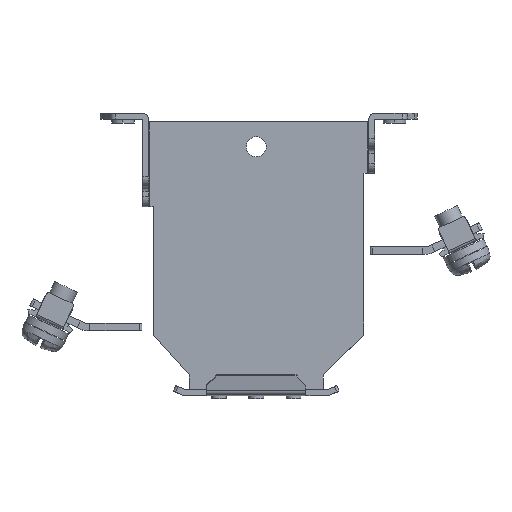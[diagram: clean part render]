
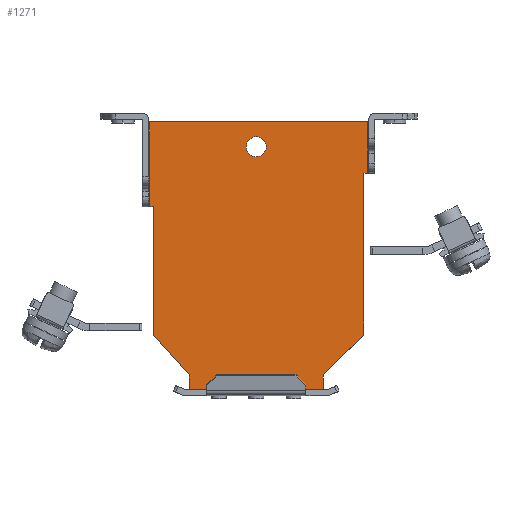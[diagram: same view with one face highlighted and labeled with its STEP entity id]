
A CAD part, top view. The second image highlights one B-rep face of the part: STEP entity #1271.
In plain terms, the highlighted face is planar.
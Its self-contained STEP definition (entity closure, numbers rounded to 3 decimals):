
#914 = EDGE_CURVE ( 'NONE', #3003, #4154, #5306, .T. ) ;
#1025 = EDGE_CURVE ( 'NONE', #4226, #4155, #1356, .T. ) ;
#1182 = EDGE_CURVE ( 'NONE', #4116, #3982, #6016, .T. ) ;
#1271 = ADVANCED_FACE ( 'NONE', ( #7569, #7573 ), #8498, .F. ) ;
#1334 = EDGE_CURVE ( 'NONE', #4737, #4113, #8681, .T. ) ;
#1356 = CIRCLE ( 'NONE', #8004, 2. ) ;
#1366 = EDGE_CURVE ( 'NONE', #4072, #4116, #8750, .T. ) ;
#1418 = EDGE_CURVE ( 'NONE', #4358, #3055, #8941, .T. ) ;
#1448 = EDGE_CURVE ( 'NONE', #3982, #4705, #9025, .T. ) ;
#1545 = EDGE_CURVE ( 'NONE', #4113, #4072, #9356, .T. ) ;
#1570 = CIRCLE ( 'NONE', #7309, 2. ) ;
#1656 = EDGE_CURVE ( 'NONE', #4155, #4226, #1570, .T. ) ;
#1682 = EDGE_CURVE ( 'NONE', #3055, #3003, #6461, .T. ) ;
#1683 = EDGE_CURVE ( 'NONE', #4705, #4064, #6464, .T. ) ;
#1727 = EDGE_CURVE ( 'NONE', #4358, #4064, #6622, .T. ) ;
#1737 = EDGE_CURVE ( 'NONE', #4154, #4021, #6653, .T. ) ;
#1837 = EDGE_CURVE ( 'NONE', #4021, #4737, #6928, .T. ) ;
#1880 = CARTESIAN_POINT ( 'NONE',  ( -22.45, -12., 8.75 ) ) ;
#1881 = CARTESIAN_POINT ( 'NONE',  ( -2., -6.7, 8.75 ) ) ;
#1909 = CARTESIAN_POINT ( 'NONE',  ( 2., -6.7, 8.75 ) ) ;
#1962 = CARTESIAN_POINT ( 'NONE',  ( 21.45, -18.8, 8.75 ) ) ;
#2154 = CARTESIAN_POINT ( 'NONE',  ( 20.65, -44.6, 8.75 ) ) ;
#2186 = CARTESIAN_POINT ( 'NONE',  ( -21.65, -44.6, 8.75 ) ) ;
#2989 = ORIENTED_EDGE ( 'NONE', *, *, #1727, .T. ) ;
#3003 = VERTEX_POINT ( 'NONE', #7093 ) ;
#3055 = VERTEX_POINT ( 'NONE', #7100 ) ;
#3091 = ORIENTED_EDGE ( 'NONE', *, *, #914, .F. ) ;
#3106 = EDGE_LOOP ( 'NONE', ( #3346, #3357, #3181, #3153, #3247, #3138, #3444, #3091, #3169, #3223, #2989, #3453 ) ) ;
#3138 = ORIENTED_EDGE ( 'NONE', *, *, #1837, .F. ) ;
#3153 = ORIENTED_EDGE ( 'NONE', *, *, #1545, .F. ) ;
#3169 = ORIENTED_EDGE ( 'NONE', *, *, #1682, .F. ) ;
#3181 = ORIENTED_EDGE ( 'NONE', *, *, #1366, .F. ) ;
#3223 = ORIENTED_EDGE ( 'NONE', *, *, #1418, .F. ) ;
#3228 = ORIENTED_EDGE ( 'NONE', *, *, #1656, .F. ) ;
#3245 = ORIENTED_EDGE ( 'NONE', *, *, #1025, .F. ) ;
#3247 = ORIENTED_EDGE ( 'NONE', *, *, #1334, .F. ) ;
#3346 = ORIENTED_EDGE ( 'NONE', *, *, #1448, .F. ) ;
#3357 = ORIENTED_EDGE ( 'NONE', *, *, #1182, .F. ) ;
#3444 = ORIENTED_EDGE ( 'NONE', *, *, #1737, .F. ) ;
#3451 = EDGE_LOOP ( 'NONE', ( #3228, #3245 ) ) ;
#3453 = ORIENTED_EDGE ( 'NONE', *, *, #1683, .F. ) ;
#3513 = VECTOR ( 'NONE', #6655, 1000. ) ;
#3534 = VECTOR ( 'NONE', #6930, 1000. ) ;
#3841 = VECTOR ( 'NONE', #6624, 1000. ) ;
#3982 = VERTEX_POINT ( 'NONE', #7174 ) ;
#4021 = VERTEX_POINT ( 'NONE', #7200 ) ;
#4064 = VERTEX_POINT ( 'NONE', #7228 ) ;
#4072 = VERTEX_POINT ( 'NONE', #7235 ) ;
#4113 = VERTEX_POINT ( 'NONE', #7262 ) ;
#4116 = VERTEX_POINT ( 'NONE', #7265 ) ;
#4154 = VERTEX_POINT ( 'NONE', #1880 ) ;
#4155 = VERTEX_POINT ( 'NONE', #1881 ) ;
#4226 = VERTEX_POINT ( 'NONE', #1909 ) ;
#4358 = VERTEX_POINT ( 'NONE', #1962 ) ;
#4705 = VERTEX_POINT ( 'NONE', #2154 ) ;
#4737 = VERTEX_POINT ( 'NONE', #2186 ) ;
#5306 = LINE ( 'NONE', #5307, #8168 ) ;
#5307 = CARTESIAN_POINT ( 'NONE',  ( -22.45, -28.65, 8.75 ) ) ;
#5308 = DIRECTION ( 'NONE',  ( 0., -1., 0. ) ) ;
#5572 = CARTESIAN_POINT ( 'NONE',  ( 0., -6.7, 8.75 ) ) ;
#5579 = DIRECTION ( 'NONE',  ( 0., 0., -1. ) ) ;
#5580 = DIRECTION ( 'NONE',  ( -1., 0., 0. ) ) ;
#6016 = LINE ( 'NONE', #6017, #7789 ) ;
#6017 = CARTESIAN_POINT ( 'NONE',  ( 13.5, -28.65, 8.75 ) ) ;
#6018 = DIRECTION ( 'NONE',  ( 0., 1., 0. ) ) ;
#6382 = CARTESIAN_POINT ( 'NONE',  ( 0., -6.7, 8.75 ) ) ;
#6389 = DIRECTION ( 'NONE',  ( 0., 0., -1. ) ) ;
#6390 = DIRECTION ( 'NONE',  ( -1., 0., 0. ) ) ;
#6461 = LINE ( 'NONE', #6462, #8007 ) ;
#6462 = CARTESIAN_POINT ( 'NONE',  ( -0.5, -1.7, 8.75 ) ) ;
#6463 = DIRECTION ( 'NONE',  ( -1., 0., 0. ) ) ;
#6464 = LINE ( 'NONE', #6465, #7940 ) ;
#6465 = CARTESIAN_POINT ( 'NONE',  ( 20.65, -28.65, 8.75 ) ) ;
#6466 = DIRECTION ( 'NONE',  ( 0., 1., 0. ) ) ;
#6622 = LINE ( 'NONE', #6623, #3841 ) ;
#6623 = CARTESIAN_POINT ( 'NONE',  ( 21.75, -18.8, 8.75 ) ) ;
#6624 = DIRECTION ( 'NONE',  ( -1., 0., 0. ) ) ;
#6653 = LINE ( 'NONE', #6654, #3513 ) ;
#6654 = CARTESIAN_POINT ( 'NONE',  ( -22.75, -12., 8.75 ) ) ;
#6655 = DIRECTION ( 'NONE',  ( 1., 0., 0. ) ) ;
#6928 = LINE ( 'NONE', #6929, #3534 ) ;
#6929 = CARTESIAN_POINT ( 'NONE',  ( -21.65, -28.65, 8.75 ) ) ;
#6930 = DIRECTION ( 'NONE',  ( 0., -1., 0. ) ) ;
#7093 = CARTESIAN_POINT ( 'NONE',  ( -22.45, -1.7, 8.75 ) ) ;
#7100 = CARTESIAN_POINT ( 'NONE',  ( 21.45, -1.7, 8.75 ) ) ;
#7174 = CARTESIAN_POINT ( 'NONE',  ( 13.5, -52.6, 8.75 ) ) ;
#7200 = CARTESIAN_POINT ( 'NONE',  ( -21.65, -12., 8.75 ) ) ;
#7228 = CARTESIAN_POINT ( 'NONE',  ( 20.65, -18.8, 8.75 ) ) ;
#7235 = CARTESIAN_POINT ( 'NONE',  ( -13.5, -55.6, 8.75 ) ) ;
#7262 = CARTESIAN_POINT ( 'NONE',  ( -13.5, -52.6, 8.75 ) ) ;
#7265 = CARTESIAN_POINT ( 'NONE',  ( 13.5, -55.6, 8.75 ) ) ;
#7309 = AXIS2_PLACEMENT_3D ( 'NONE', #6382, #6389, #6390 ) ;
#7436 = VECTOR ( 'NONE', #9358, 1000. ) ;
#7551 = AXIS2_PLACEMENT_3D ( 'NONE', #8499, #8500, #8501 ) ;
#7569 = FACE_BOUND ( 'NONE', #3451, .T. ) ;
#7573 = FACE_OUTER_BOUND ( 'NONE', #3106, .T. ) ;
#7589 = VECTOR ( 'NONE', #9027, 1000. ) ;
#7673 = VECTOR ( 'NONE', #8943, 1000. ) ;
#7789 = VECTOR ( 'NONE', #6018, 1000. ) ;
#7846 = VECTOR ( 'NONE', #8752, 1000. ) ;
#7904 = VECTOR ( 'NONE', #8683, 1000. ) ;
#7940 = VECTOR ( 'NONE', #6466, 1000. ) ;
#8004 = AXIS2_PLACEMENT_3D ( 'NONE', #5572, #5579, #5580 ) ;
#8007 = VECTOR ( 'NONE', #6463, 1000. ) ;
#8168 = VECTOR ( 'NONE', #5308, 1000. ) ;
#8498 = PLANE ( 'NONE',  #7551 ) ;
#8499 = CARTESIAN_POINT ( 'NONE',  ( -22.45, -55.6, 8.75 ) ) ;
#8500 = DIRECTION ( 'NONE',  ( 0., 0., 1. ) ) ;
#8501 = DIRECTION ( 'NONE',  ( 1., 0., 0. ) ) ;
#8681 = LINE ( 'NONE', #8682, #7904 ) ;
#8682 = CARTESIAN_POINT ( 'NONE',  ( -13.5, -52.6, 8.75 ) ) ;
#8683 = DIRECTION ( 'NONE',  ( 0.714, -0.701, 0. ) ) ;
#8750 = LINE ( 'NONE', #8751, #7846 ) ;
#8751 = CARTESIAN_POINT ( 'NONE',  ( -0.5, -55.6, 8.75 ) ) ;
#8752 = DIRECTION ( 'NONE',  ( 1., 0., 0. ) ) ;
#8941 = LINE ( 'NONE', #8942, #7673 ) ;
#8942 = CARTESIAN_POINT ( 'NONE',  ( 21.45, -28.65, 8.75 ) ) ;
#8943 = DIRECTION ( 'NONE',  ( 0., 1., 0. ) ) ;
#9025 = LINE ( 'NONE', #9026, #7589 ) ;
#9026 = CARTESIAN_POINT ( 'NONE',  ( 20.65, -44.6, 8.75 ) ) ;
#9027 = DIRECTION ( 'NONE',  ( 0.666, 0.746, 0. ) ) ;
#9356 = LINE ( 'NONE', #9357, #7436 ) ;
#9357 = CARTESIAN_POINT ( 'NONE',  ( -13.5, -28.65, 8.75 ) ) ;
#9358 = DIRECTION ( 'NONE',  ( 0., -1., 0. ) ) ;
